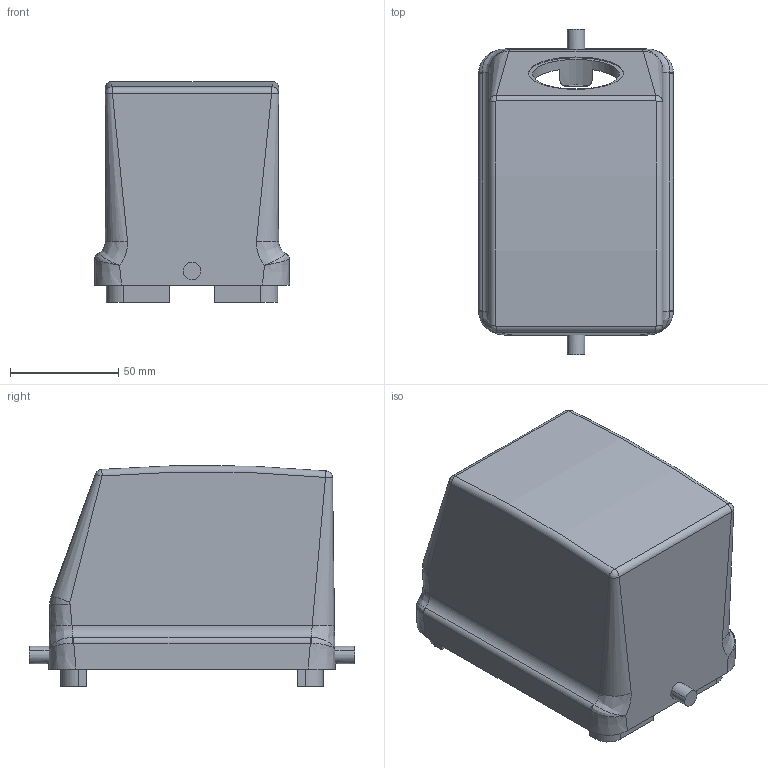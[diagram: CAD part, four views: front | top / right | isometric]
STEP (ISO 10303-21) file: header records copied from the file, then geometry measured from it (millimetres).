
FILE_DESCRIPTION(('CATIA V5 STEP Exchange','CAx-IF Rec.Pracs.--- Model Styling and Organization---1.4--- 2014-01-23'),'2;1');
FILE_NAME ('021656-3_2', '2019-07-25T14:31:06+00:00', ('none'), ('Weidmueller'), 'CATIA Version 5-6 Release 2016 SP3 HF44', 'CATIA V5 STEP AP214', 'none');
FILE_SCHEMA(('AUTOMOTIVE_DESIGN { 1 0 10303 214 1 1 1 1 }'));
Length unit declared in the file: millimetre
Products named in the file (1): 1788310000
Bounding box: 90 x 150 x 101.86 mm (x, y, z)
Volume: 256461 mm3; surface area: 101484.6 mm2
Topology: 1 solids, 5 shells, 192 faces, 495 edges, 320 vertices
Faces by surface type: plane 111, cylinder 51, bspline 28, torus 2
Entity records: 8274 total; most frequent: CARTESIAN_POINT 4062, ORIENTED_EDGE 982, DIRECTION 631, EDGE_CURVE 491, VERTEX_POINT 320, VECTOR 309, LINE 309, AXIS2_PLACEMENT_3D 207
